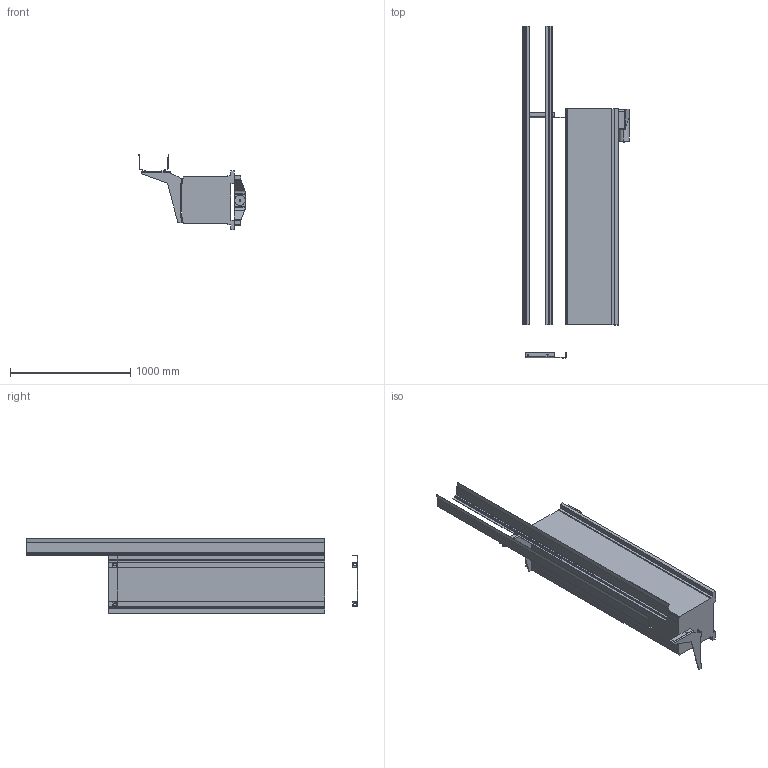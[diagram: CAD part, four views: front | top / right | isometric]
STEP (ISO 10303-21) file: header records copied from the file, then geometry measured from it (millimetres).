
FILE_DESCRIPTION (( 'STEP AP214' ), '1' );
FILE_NAME ('EndBeam_SideVersion_IrcLeft.STEP', '2010-03-04T09:21:18', ( 'ABB' ), ( 'ABB' ), 'SwSTEP 2.0', 'SolidWorks 2008', '' );
FILE_SCHEMA (( 'AUTOMOTIVE_DESIGN' ));
Length unit declared in the file: millimetre
Products named in the file (8): Imported47; Imported46; Imported45; Imported48; EndBeam_SideVersion_IrcLeft; Imported49; Imported44; SIDE_SLUTBALK_LEFT_00
Assembly tree (7 placements, depth 2):
  EndBeam_SideVersion_IrcLeft
    Imported46
    SIDE_SLUTBALK_LEFT_00
    Imported44
    Imported45
    Imported48
    Imported47
    Imported49
Bounding box: 888.1 x 2765 x 628.02 mm (x, y, z)
Volume: 306202003.9 mm3; surface area: 6122020.1 mm2
Topology: 7 solids, 7 shells, 235 faces, 658 edges, 438 vertices
Faces by surface type: plane 148, cylinder 79, bspline 6, cone 2
Entity records: 8122 total; most frequent: CARTESIAN_POINT 1752, ORIENTED_EDGE 1316, DIRECTION 1250, EDGE_CURVE 658, VECTOR 464, LINE 464, VERTEX_POINT 438, AXIS2_PLACEMENT_3D 393
